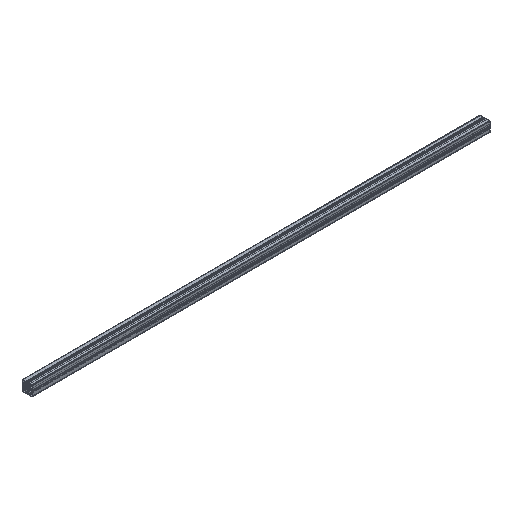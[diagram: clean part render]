
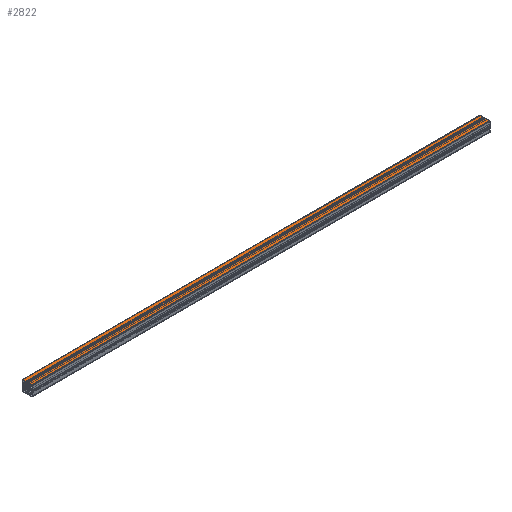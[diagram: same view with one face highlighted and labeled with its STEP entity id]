
A CAD part, isometric view. The second image highlights one B-rep face of the part: STEP entity #2822.
In plain terms, the highlighted planar face has unit normal (0, 0, 1).
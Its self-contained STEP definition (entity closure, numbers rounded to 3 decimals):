
#128=PLANE('',#3055);
#264=FACE_OUTER_BOUND('',#402,.T.);
#402=EDGE_LOOP('',(#2354,#2355,#2356,#2357));
#730=LINE('',#4651,#1042);
#731=LINE('',#4654,#1043);
#732=LINE('',#4656,#1044);
#733=LINE('',#4657,#1045);
#1042=VECTOR('',#3823,1.);
#1043=VECTOR('',#3826,1.);
#1044=VECTOR('',#3827,1.);
#1045=VECTOR('',#3828,1.);
#1410=VERTEX_POINT('',#4647);
#1411=VERTEX_POINT('',#4649);
#1412=VERTEX_POINT('',#4653);
#1413=VERTEX_POINT('',#4655);
#1814=EDGE_CURVE('',#1410,#1411,#730,.T.);
#1815=EDGE_CURVE('',#1412,#1410,#731,.T.);
#1816=EDGE_CURVE('',#1413,#1411,#732,.T.);
#1817=EDGE_CURVE('',#1412,#1413,#733,.T.);
#2354=ORIENTED_EDGE('',*,*,#1815,.T.);
#2355=ORIENTED_EDGE('',*,*,#1814,.T.);
#2356=ORIENTED_EDGE('',*,*,#1816,.F.);
#2357=ORIENTED_EDGE('',*,*,#1817,.F.);
#2822=ADVANCED_FACE('',(#264),#128,.T.);
#3055=AXIS2_PLACEMENT_3D('',#4652,#3824,#3825);
#3823=DIRECTION('',(1.,0.,0.));
#3824=DIRECTION('center_axis',(0.,0.,1.));
#3825=DIRECTION('ref_axis',(0.,-1.,0.));
#3826=DIRECTION('',(0.,-1.,0.));
#3827=DIRECTION('',(0.,-1.,0.));
#3828=DIRECTION('',(1.,0.,0.));
#4647=CARTESIAN_POINT('',(0.,2.5,45.));
#4649=CARTESIAN_POINT('',(2000.,2.5,45.));
#4651=CARTESIAN_POINT('',(0.,2.5,45.));
#4652=CARTESIAN_POINT('Origin',(0.,42.5,45.));
#4653=CARTESIAN_POINT('',(0.,42.5,45.));
#4654=CARTESIAN_POINT('',(0.,42.5,45.));
#4655=CARTESIAN_POINT('',(2000.,42.5,45.));
#4656=CARTESIAN_POINT('',(2000.,42.5,45.));
#4657=CARTESIAN_POINT('',(0.,42.5,45.));
